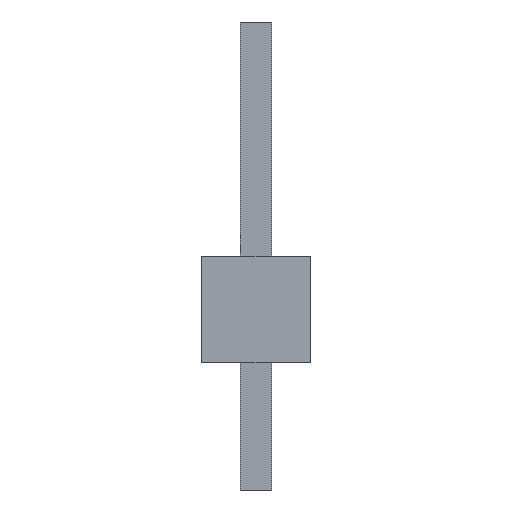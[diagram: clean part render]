
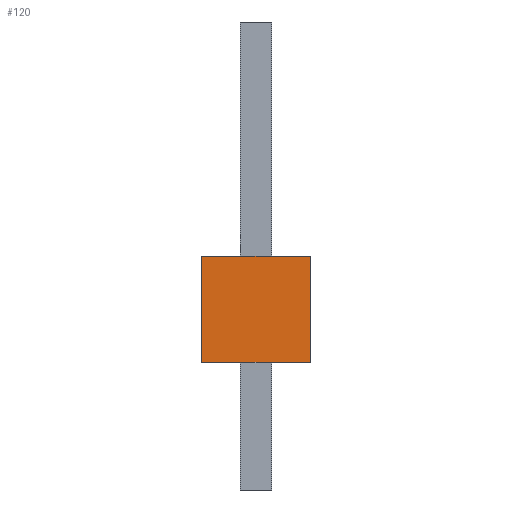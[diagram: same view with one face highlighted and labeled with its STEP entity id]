
A CAD part, front view. The second image highlights one B-rep face of the part: STEP entity #120.
In plain terms, the highlighted planar face has unit normal (0, -1, 0).
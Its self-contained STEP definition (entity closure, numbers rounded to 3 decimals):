
#13=DIRECTION('',(0.,0.,1.));
#14=DIRECTION('',(1.,0.,0.));
#71=EDGE_CURVE('',#72,#74,#76,.T.);
#72=VERTEX_POINT('',#73);
#73=CARTESIAN_POINT('',(-1.27,-1.271,0.));
#74=VERTEX_POINT('',#75);
#75=CARTESIAN_POINT('',(-1.27,-1.271,2.5));
#76=LINE('',#73,#77);
#77=VECTOR('',#13,1.);
#84=DIRECTION('',(0.,1.,0.));
#98=ORIENTED_EDGE('',*,*,#99,.F.);
#99=EDGE_CURVE('',#100,#102,#104,.T.);
#100=VERTEX_POINT('',#101);
#101=CARTESIAN_POINT('',(1.27,-1.271,0.));
#102=VERTEX_POINT('',#103);
#103=CARTESIAN_POINT('',(1.27,-1.271,2.5));
#104=LINE('',#101,#77);
#120=ADVANCED_FACE('',(#121),#131,.F.);
#121=FACE_BOUND('',#122,.F.);
#122=EDGE_LOOP('',(#123,#127,#128,#98));
#123=ORIENTED_EDGE('',*,*,#124,.F.);
#124=EDGE_CURVE('',#72,#100,#125,.T.);
#125=LINE('',#73,#126);
#126=VECTOR('',#14,1.);
#127=ORIENTED_EDGE('',*,*,#71,.T.);
#128=ORIENTED_EDGE('',*,*,#129,.T.);
#129=EDGE_CURVE('',#74,#102,#130,.T.);
#130=LINE('',#75,#126);
#131=PLANE('',#132);
#132=AXIS2_PLACEMENT_3D('',#73,#84,#13);
